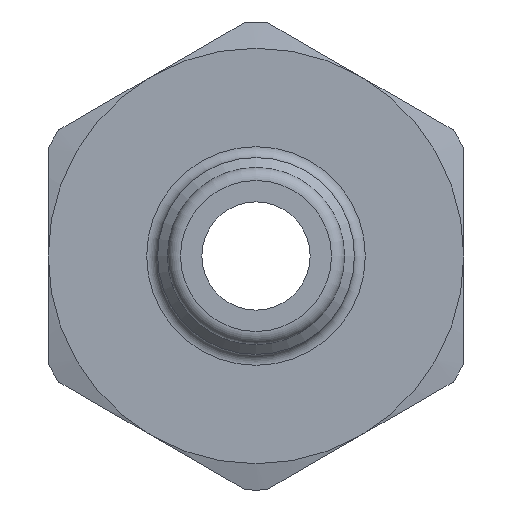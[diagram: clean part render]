
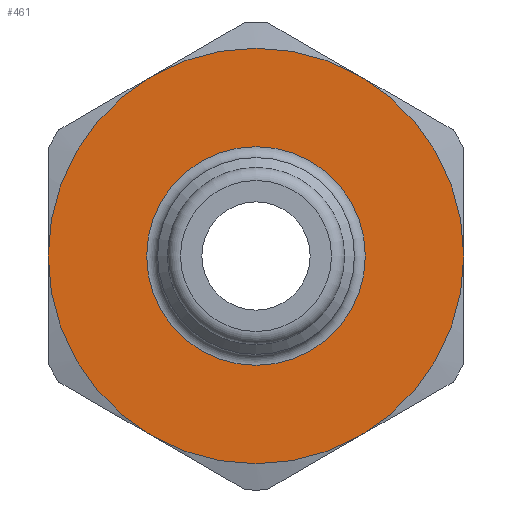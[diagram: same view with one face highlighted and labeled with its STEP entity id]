
A CAD part, left-side view. The second image highlights one B-rep face of the part: STEP entity #461.
In plain terms, the highlighted planar face has unit normal (-1, 0, 0).
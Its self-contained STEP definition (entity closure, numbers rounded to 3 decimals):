
#373=CARTESIAN_POINT('',(14.1,5.0,0.));
#374=VERTEX_POINT('',#373);
#375=CARTESIAN_POINT('',(14.1,0.0,0.0));
#376=DIRECTION('',(-1.0,0.0,0.0));
#377=DIRECTION('',(0.0,-1.0,0.0));
#378=AXIS2_PLACEMENT_3D('',#375,#376,#377);
#379=CIRCLE('',#378,5.0);
#380=EDGE_CURVE('',#374,#374,#379,.T.);
#397=CARTESIAN_POINT('',(14.1,7.,0.0));
#398=DIRECTION('',(-1.0,0.0,0.0));
#399=DIRECTION('',(0.0,0.0,1.0));
#400=AXIS2_PLACEMENT_3D('',#397,#398,#399);
#401=PLANE('',#400);
#402=CARTESIAN_POINT('',(14.1,9.5,0.0));
#403=VERTEX_POINT('',#402);
#404=CARTESIAN_POINT('',(14.1,4.75,8.227));
#405=VERTEX_POINT('',#404);
#406=CARTESIAN_POINT('',(14.1,0.0,0.0));
#407=DIRECTION('',(1.0,0.0,0.0));
#408=DIRECTION('',(0.0,1.0,0.0));
#409=AXIS2_PLACEMENT_3D('',#406,#407,#408);
#410=CIRCLE('',#409,9.5);
#411=EDGE_CURVE('',#403,#405,#410,.T.);
#412=ORIENTED_EDGE('',*,*,#411,.F.);
#413=CARTESIAN_POINT('',(14.1,4.75,-8.227));
#414=VERTEX_POINT('',#413);
#415=CARTESIAN_POINT('',(14.1,0.0,0.0));
#416=DIRECTION('',(1.0,0.0,0.0));
#417=DIRECTION('',(0.0,1.0,0.0));
#418=AXIS2_PLACEMENT_3D('',#415,#416,#417);
#419=CIRCLE('',#418,9.5);
#420=EDGE_CURVE('',#414,#403,#419,.T.);
#421=ORIENTED_EDGE('',*,*,#420,.F.);
#422=CARTESIAN_POINT('',(14.1,-4.75,-8.227));
#423=VERTEX_POINT('',#422);
#424=CARTESIAN_POINT('',(14.1,0.0,0.0));
#425=DIRECTION('',(1.0,0.0,0.0));
#426=DIRECTION('',(0.0,1.0,0.0));
#427=AXIS2_PLACEMENT_3D('',#424,#425,#426);
#428=CIRCLE('',#427,9.5);
#429=EDGE_CURVE('',#423,#414,#428,.T.);
#430=ORIENTED_EDGE('',*,*,#429,.F.);
#431=CARTESIAN_POINT('',(14.1,-9.5,0.));
#432=VERTEX_POINT('',#431);
#433=CARTESIAN_POINT('',(14.1,0.0,0.0));
#434=DIRECTION('',(1.0,0.0,0.0));
#435=DIRECTION('',(0.0,1.0,0.0));
#436=AXIS2_PLACEMENT_3D('',#433,#434,#435);
#437=CIRCLE('',#436,9.5);
#438=EDGE_CURVE('',#432,#423,#437,.T.);
#439=ORIENTED_EDGE('',*,*,#438,.F.);
#440=CARTESIAN_POINT('',(14.1,-4.75,8.227));
#441=VERTEX_POINT('',#440);
#442=CARTESIAN_POINT('',(14.1,0.0,0.0));
#443=DIRECTION('',(1.0,0.0,0.0));
#444=DIRECTION('',(0.0,1.0,0.0));
#445=AXIS2_PLACEMENT_3D('',#442,#443,#444);
#446=CIRCLE('',#445,9.5);
#447=EDGE_CURVE('',#441,#432,#446,.T.);
#448=ORIENTED_EDGE('',*,*,#447,.F.);
#449=CARTESIAN_POINT('',(14.1,0.0,0.0));
#450=DIRECTION('',(1.0,0.0,0.0));
#451=DIRECTION('',(0.0,1.0,0.0));
#452=AXIS2_PLACEMENT_3D('',#449,#450,#451);
#453=CIRCLE('',#452,9.5);
#454=EDGE_CURVE('',#405,#441,#453,.T.);
#455=ORIENTED_EDGE('',*,*,#454,.F.);
#456=EDGE_LOOP('',(#412,#421,#430,#439,#448,#455));
#457=FACE_OUTER_BOUND('',#456,.T.);
#458=ORIENTED_EDGE('',*,*,#380,.F.);
#459=EDGE_LOOP('',(#458));
#460=FACE_BOUND('',#459,.T.);
#461=ADVANCED_FACE('',(#457,#460),#401,.T.);
